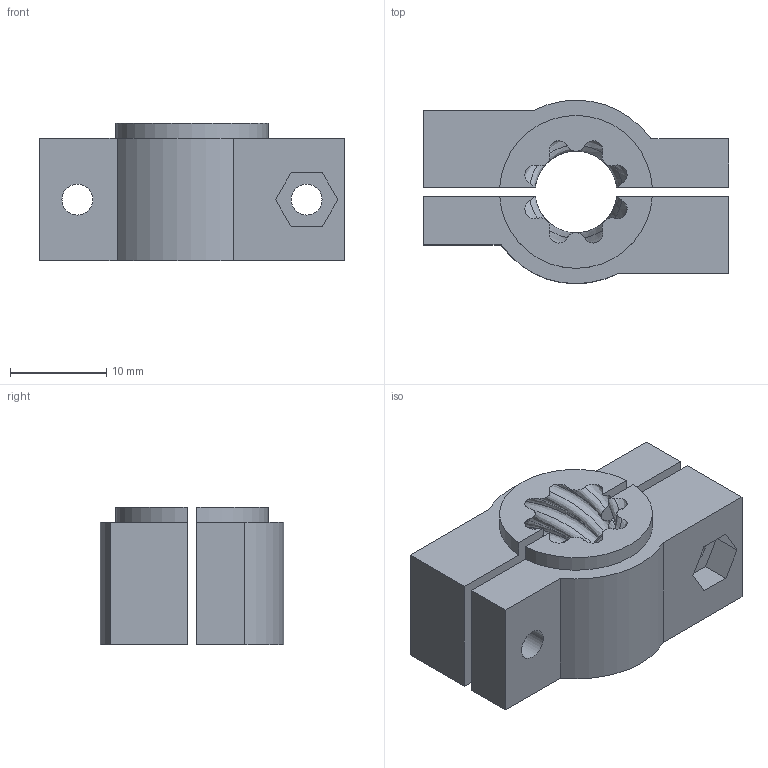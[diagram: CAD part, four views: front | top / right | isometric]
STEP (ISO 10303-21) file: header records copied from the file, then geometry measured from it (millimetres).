
FILE_DESCRIPTION((''),'2;1');
FILE_NAME('THREAD CLAMP.ipt.step','2013-12-08T06:22:26',(''),(''),'Autodesk Inventor 2013','Autodesk Inventor 2013','');
FILE_SCHEMA(('AUTOMOTIVE_DESIGN { 1 0 10303 214 1 1 1 1 }'));
Length unit declared in the file: millimetre
Products named in the file (1): THREAD CLAMP
Bounding box: 31.75 x 19.05 x 14.29 mm (x, y, z)
Volume: 4867.2 mm3; surface area: 3555.2 mm2
Topology: 2 solids, 2 shells, 92 faces, 258 edges, 172 vertices
Faces by surface type: bspline 52, plane 32, cylinder 8
Full cylindrical faces by diameter (mm): 3.2 x4
Entity records: 6295 total; most frequent: CARTESIAN_POINT 4165, ORIENTED_EDGE 508, EDGE_CURVE 254, DIRECTION 242, VERTEX_POINT 172, B_SPLINE_CURVE_WITH_KNOTS 134, EDGE_LOOP 106, STYLED_ITEM 94
